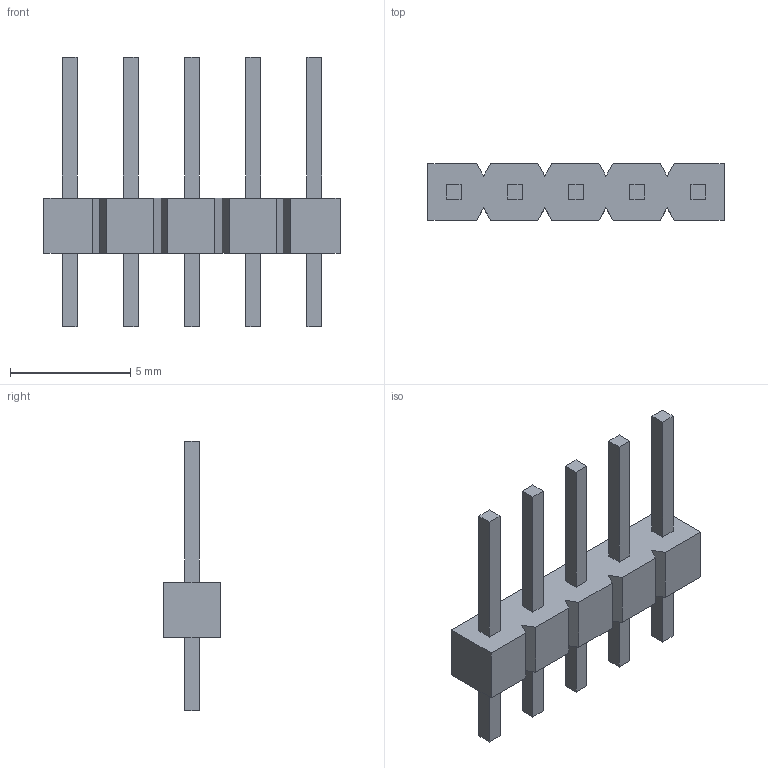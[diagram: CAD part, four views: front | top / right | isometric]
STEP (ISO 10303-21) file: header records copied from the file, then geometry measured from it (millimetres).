
FILE_DESCRIPTION((''),'2;1');
FILE_NAME('C-104346-3','2008-04-08T',('workeradm'),('Tyco Electronics Corporation'),'PRO/ENGINEER BY PARAMETRIC TECHNOLOGY CORPORATION, 2005450','PRO/ENGINEER BY PARAMETRIC TECHNOLOGY CORPORATION, 2005450','');
FILE_SCHEMA(('CONFIG_CONTROL_DESIGN', 'GEOMETRIC_VALIDATION_PROPERTIES_MIM'));
Length unit declared in the file: millimetre
Products named in the file (1): C-104346-3
Bounding box: 12.29 x 2.34 x 11.18 mm (x, y, z)
Volume: 80.2 mm3; surface area: 243.3 mm2
Topology: 1 solids, 1 shells, 80 faces, 204 edges, 136 vertices
Faces by surface type: plane 80
Entity records: 2497 total; most frequent: CARTESIAN_POINT 421, ORIENTED_EDGE 408, DIRECTION 364, VECTOR 204, LINE 204, EDGE_CURVE 204, VERTEX_POINT 136, EDGE_LOOP 90
